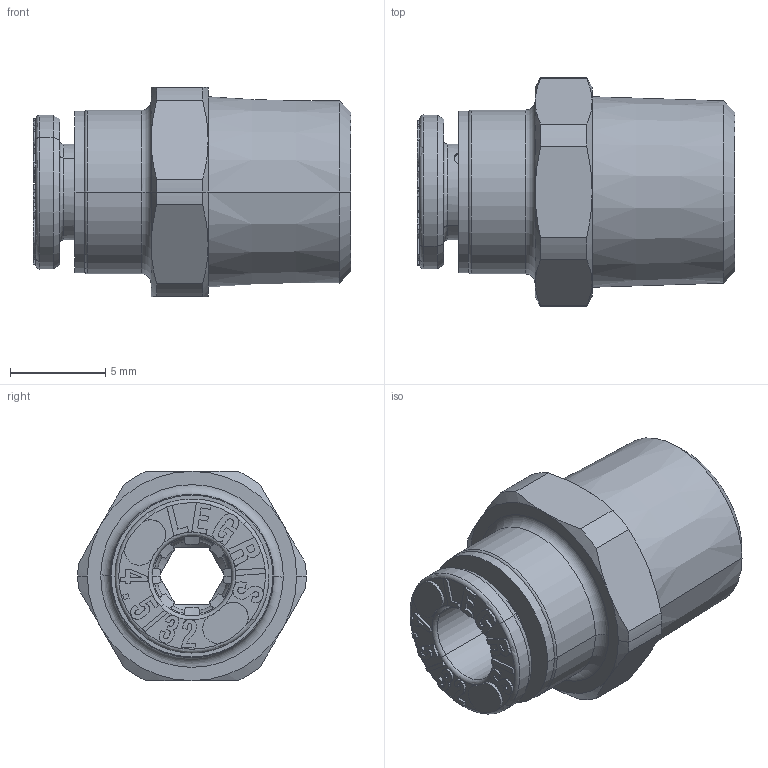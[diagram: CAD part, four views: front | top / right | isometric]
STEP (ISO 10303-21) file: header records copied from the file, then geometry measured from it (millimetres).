
FILE_DESCRIPTION(('STEP AP214'),'1');
FILE_NAME('3175_04_11.stp','2018-03-20T20:23:59',('TraceParts'),('TraceParts S.A.'),'Spatial InterOp 3D',' ',' ');
FILE_SCHEMA(('automotive_design'));
Length unit declared in the file: millimetre
Products named in the file (6): 3175_04_11_1; 3175_04_11_2; 3175_04_11_3; 3175_04_11_4; 3175_04_11_5; 3175_04_11_6
Bounding box: 16.7 x 12 x 11 mm (x, y, z)
Volume: 924.3 mm3; surface area: 1583.1 mm2
Topology: 6 solids, 6 shells, 692 faces, 1775 edges, 1112 vertices
Faces by surface type: plane 221, bspline 165, cylinder 108, cone 98, torus 98, sphere 2
Entity records: 29580 total; most frequent: CARTESIAN_POINT 7725, ORIENTED_EDGE 3546, DIRECTION 3195, EDGE_CURVE 1773, AXIS2_PLACEMENT_3D 1208, VERTEX_POINT 1112, LINE 779, VECTOR 779
